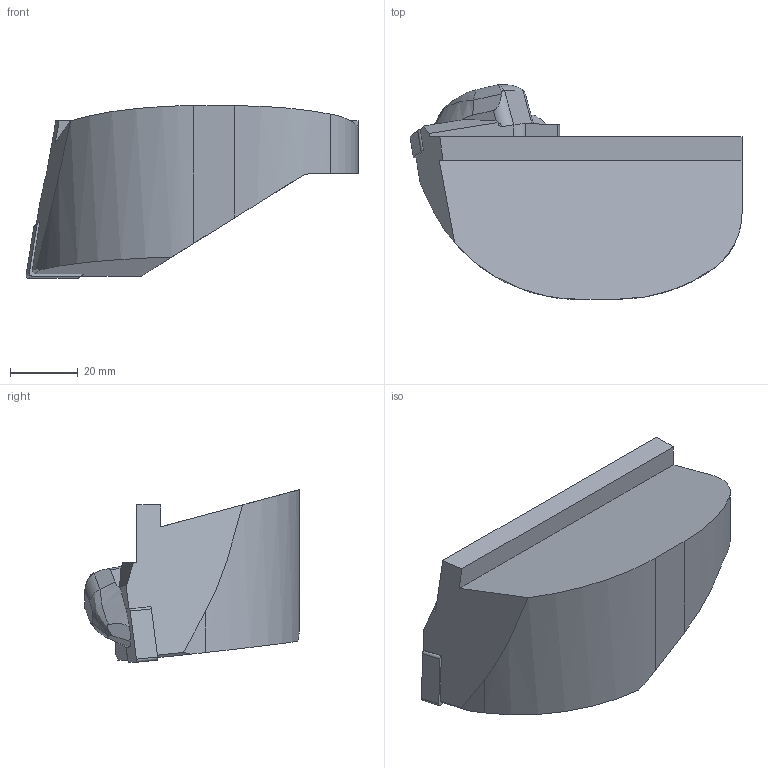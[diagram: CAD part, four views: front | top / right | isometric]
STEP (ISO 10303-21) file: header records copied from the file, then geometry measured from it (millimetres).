
FILE_DESCRIPTION(/* description */ (''),/* implementation_level */ '2;1');
FILE_NAME(/* name */ '1560777180262.stp',/* time_stamp */ '2019-06-17T15:13:03+02:00',/* author */ (''),/* organization */ ('SMS'),/* preprocessor_version */ 'ST-DEVELOPER v15',/* originating_system */ 'SIEMENS PLM Software NX 8.5',/* authorisation */ '');
FILE_SCHEMA (('AUTOMOTIVE_DESIGN { 1 0 10303 214 3 1 1 1 }'));
Length unit declared in the file: millimetre
Products named in the file (4): IsoTurningInsert; ASSEMBLY_CONSTRUCTION; 202353120mod000_00; 111151251mod000_01
Assembly tree (3 placements, depth 2):
  111151251mod000_01
    202353120mod000_00
    ASSEMBLY_CONSTRUCTION
    IsoTurningInsert
Bounding box: 98.06 x 63.4 x 50.99 mm (x, y, z)
Volume: 124404.1 mm3; surface area: 18922.4 mm2
Topology: 2 solids, 2 shells, 72 faces, 207 edges, 144 vertices
Faces by surface type: plane 44, cylinder 21, bspline 7
Full cylindrical faces by diameter (mm): 6.35 x2
Entity records: 2926 total; most frequent: CARTESIAN_POINT 962, ORIENTED_EDGE 406, DIRECTION 353, EDGE_CURVE 203, VERTEX_POINT 136, AXIS2_PLACEMENT_3D 120, LINE 113, VECTOR 113
